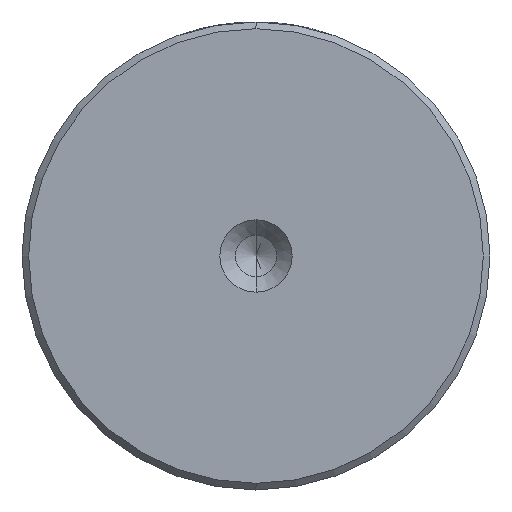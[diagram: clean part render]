
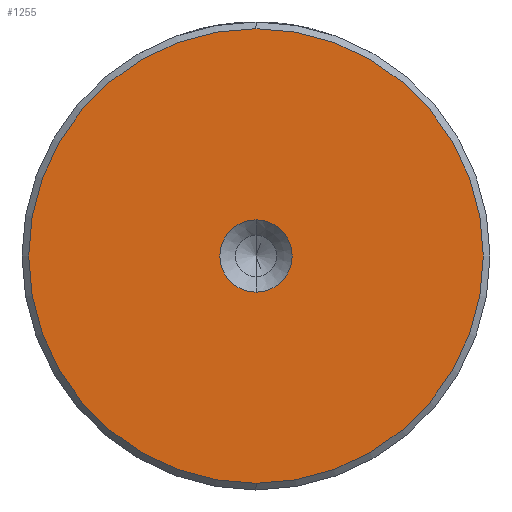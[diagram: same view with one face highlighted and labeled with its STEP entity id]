
A CAD part, left-side view. The second image highlights one B-rep face of the part: STEP entity #1255.
In plain terms, the highlighted planar face has unit normal (-1, 0, 0).
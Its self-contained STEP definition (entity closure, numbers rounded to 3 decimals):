
#12 = FACE_OUTER_BOUND ( 'NONE', #1944, .T. ) ;
#30 = EDGE_CURVE ( 'NONE', #418, #2361, #2232, .T. ) ;
#45 = DIRECTION ( 'NONE',  ( -1., 0., 0. ) ) ;
#252 = AXIS2_PLACEMENT_3D ( 'NONE', #537, #1875, #733 ) ;
#418 = VERTEX_POINT ( 'NONE', #1715 ) ;
#467 = CARTESIAN_POINT ( 'NONE',  ( 0., 0., 0. ) ) ;
#509 = CARTESIAN_POINT ( 'NONE',  ( 0., 0., 0. ) ) ;
#537 = CARTESIAN_POINT ( 'NONE',  ( 0., 0., 0. ) ) ;
#556 = DIRECTION ( 'NONE',  ( 0., 0., 1. ) ) ;
#565 = DIRECTION ( 'NONE',  ( -1., 0., 0. ) ) ;
#577 = AXIS2_PLACEMENT_3D ( 'NONE', #595, #565, #556 ) ;
#595 = CARTESIAN_POINT ( 'NONE',  ( 0., 0., 0. ) ) ;
#662 = DIRECTION ( 'NONE',  ( -1., 0., 0. ) ) ;
#706 = DIRECTION ( 'NONE',  ( 0., 0., 1. ) ) ;
#733 = DIRECTION ( 'NONE',  ( 0., 0., 1. ) ) ;
#750 = CARTESIAN_POINT ( 'NONE',  ( 0., 0., -17. ) ) ;
#813 = ORIENTED_EDGE ( 'NONE', *, *, #882, .F. ) ;
#882 = EDGE_CURVE ( 'NONE', #963, #2247, #1725, .T. ) ;
#963 = VERTEX_POINT ( 'NONE', #1697 ) ;
#1063 = CIRCLE ( 'NONE', #2186, 2.7 ) ;
#1223 = CARTESIAN_POINT ( 'NONE',  ( 0., 0., 0. ) ) ;
#1255 = ADVANCED_FACE ( 'NONE', ( #12, #1514 ), #1812, .T. ) ;
#1257 = ORIENTED_EDGE ( 'NONE', *, *, #30, .T. ) ;
#1419 = DIRECTION ( 'NONE',  ( 0., 0., 1. ) ) ;
#1514 = FACE_BOUND ( 'NONE', #1566, .T. ) ;
#1566 = EDGE_LOOP ( 'NONE', ( #2145, #813 ) ) ;
#1637 = CIRCLE ( 'NONE', #1957, 17. ) ;
#1697 = CARTESIAN_POINT ( 'NONE',  ( 0., 0., -2.7 ) ) ;
#1715 = CARTESIAN_POINT ( 'NONE',  ( 0., 0., 17. ) ) ;
#1725 = CIRCLE ( 'NONE', #252, 2.7 ) ;
#1768 = AXIS2_PLACEMENT_3D ( 'NONE', #467, #662, #1924 ) ;
#1812 = PLANE ( 'NONE',  #1768 ) ;
#1816 = EDGE_CURVE ( 'NONE', #2247, #963, #1063, .T. ) ;
#1852 = DIRECTION ( 'NONE',  ( -1., 0., 0. ) ) ;
#1875 = DIRECTION ( 'NONE',  ( -1., 0., 0. ) ) ;
#1892 = ORIENTED_EDGE ( 'NONE', *, *, #2285, .T. ) ;
#1924 = DIRECTION ( 'NONE',  ( 0., 0., 1. ) ) ;
#1944 = EDGE_LOOP ( 'NONE', ( #1892, #1257 ) ) ;
#1957 = AXIS2_PLACEMENT_3D ( 'NONE', #509, #1852, #706 ) ;
#2145 = ORIENTED_EDGE ( 'NONE', *, *, #1816, .F. ) ;
#2186 = AXIS2_PLACEMENT_3D ( 'NONE', #1223, #45, #1419 ) ;
#2223 = CARTESIAN_POINT ( 'NONE',  ( 0., 0., 2.7 ) ) ;
#2232 = CIRCLE ( 'NONE', #577, 17. ) ;
#2247 = VERTEX_POINT ( 'NONE', #2223 ) ;
#2285 = EDGE_CURVE ( 'NONE', #2361, #418, #1637, .T. ) ;
#2361 = VERTEX_POINT ( 'NONE', #750 ) ;
